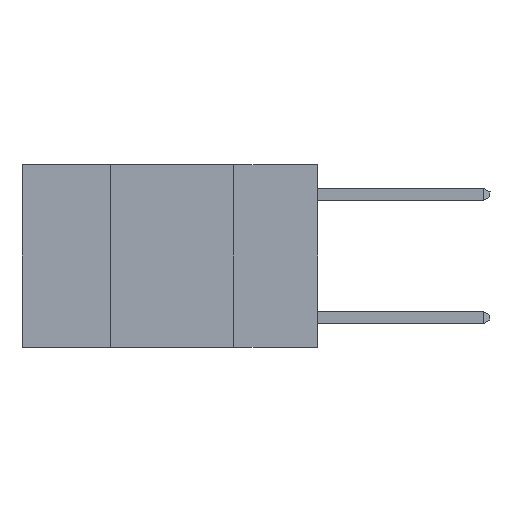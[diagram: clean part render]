
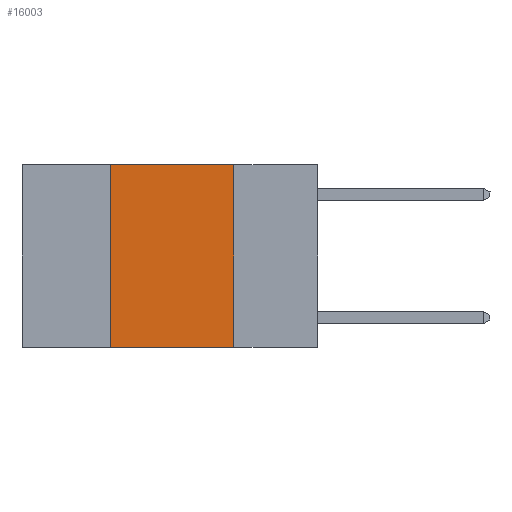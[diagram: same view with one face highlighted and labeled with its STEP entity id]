
A CAD part, left-side view. The second image highlights one B-rep face of the part: STEP entity #16003.
In plain terms, the highlighted planar face has unit normal (-1, 0, 0).
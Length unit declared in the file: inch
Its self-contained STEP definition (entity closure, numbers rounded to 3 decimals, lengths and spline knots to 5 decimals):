
#18 = FACE_OUTER_BOUND ( 'NONE', #13752, .T. ) ;
#1163 = DIRECTION ( 'NONE',  ( 1., 0., 0. ) ) ;
#1348 = VECTOR ( 'NONE', #21387, 39.37008 ) ;
#1488 = ORIENTED_EDGE ( 'NONE', *, *, #22545, .F. ) ;
#1522 = CARTESIAN_POINT ( 'NONE',  ( 0., 0.42, 0. ) ) ;
#2122 = VERTEX_POINT ( 'NONE', #1522 ) ;
#4014 = EDGE_CURVE ( 'NONE', #5200, #2122, #6206, .T. ) ;
#5097 = DIRECTION ( 'NONE',  ( 0., -1., 0. ) ) ;
#5200 = VERTEX_POINT ( 'NONE', #8936 ) ;
#5823 = EDGE_CURVE ( 'NONE', #5200, #12531, #12686, .T. ) ;
#6206 = LINE ( 'NONE', #10720, #1348 ) ;
#7740 = CARTESIAN_POINT ( 'NONE',  ( 0., 0.6, 0. ) ) ;
#8856 = DIRECTION ( 'NONE',  ( 0., 0., -1. ) ) ;
#8936 = CARTESIAN_POINT ( 'NONE',  ( 0., 0.42, -0.37 ) ) ;
#9532 = DIRECTION ( 'NONE',  ( 0., -1., 0. ) ) ;
#10341 = PLANE ( 'NONE',  #20508 ) ;
#10424 = ORIENTED_EDGE ( 'NONE', *, *, #19999, .F. ) ;
#10720 = CARTESIAN_POINT ( 'NONE',  ( 0., 0.42, 0. ) ) ;
#10914 = ORIENTED_EDGE ( 'NONE', *, *, #4014, .F. ) ;
#11041 = VECTOR ( 'NONE', #9532, 39.37008 ) ;
#11282 = VERTEX_POINT ( 'NONE', #11973 ) ;
#11973 = CARTESIAN_POINT ( 'NONE',  ( 0., 0.17, 0. ) ) ;
#12114 = CARTESIAN_POINT ( 'NONE',  ( 0., 0.6, 0. ) ) ;
#12531 = VERTEX_POINT ( 'NONE', #18970 ) ;
#12686 = LINE ( 'NONE', #17748, #21600 ) ;
#13752 = EDGE_LOOP ( 'NONE', ( #1488, #10424, #10914, #17131 ) ) ;
#13935 = DIRECTION ( 'NONE',  ( 0., 0., -1. ) ) ;
#14185 = CARTESIAN_POINT ( 'NONE',  ( 0., 0.17, 0. ) ) ;
#16003 = ADVANCED_FACE ( 'NONE', ( #18 ), #10341, .F. ) ;
#16360 = LINE ( 'NONE', #7740, #11041 ) ;
#16615 = LINE ( 'NONE', #14185, #20223 ) ;
#17131 = ORIENTED_EDGE ( 'NONE', *, *, #5823, .T. ) ;
#17748 = CARTESIAN_POINT ( 'NONE',  ( 0., 0.6, -0.37 ) ) ;
#18970 = CARTESIAN_POINT ( 'NONE',  ( 0., 0.17, -0.37 ) ) ;
#19999 = EDGE_CURVE ( 'NONE', #2122, #11282, #16360, .T. ) ;
#20223 = VECTOR ( 'NONE', #8856, 39.37008 ) ;
#20508 = AXIS2_PLACEMENT_3D ( 'NONE', #12114, #1163, #13935 ) ;
#21387 = DIRECTION ( 'NONE',  ( 0., 0., 1. ) ) ;
#21600 = VECTOR ( 'NONE', #5097, 39.37008 ) ;
#22545 = EDGE_CURVE ( 'NONE', #11282, #12531, #16615, .T. ) ;
